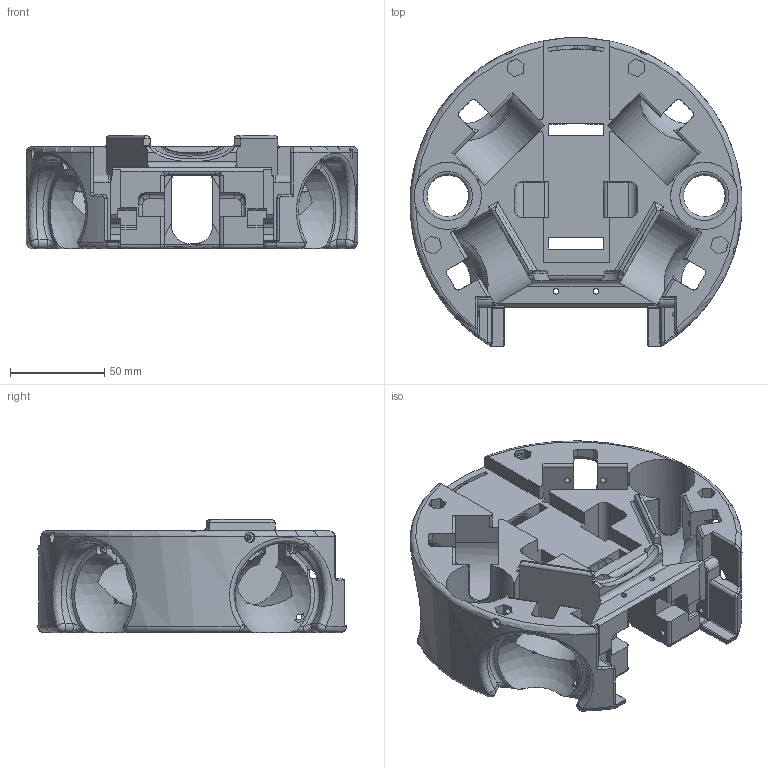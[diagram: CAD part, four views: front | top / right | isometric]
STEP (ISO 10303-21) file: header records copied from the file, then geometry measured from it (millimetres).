
FILE_DESCRIPTION(/* description */ (''),/* implementation_level */ '2;1');
FILE_NAME(/* name */ 'Base_RoboCIn_simplified_ipt_595d84b8.STEP',/* time_stamp */ '2022-08-10T10:04:47-03:00',/* author */ ('victo'),/* organization */ (''),/* preprocessor_version */ 'ST-DEVELOPER v18.1',/* originating_system */ 'Autodesk Inventor 2021',/* authorisation */ '');
FILE_SCHEMA (('AUTOMOTIVE_DESIGN { 1 0 10303 214 3 1 1 }'));
Length unit declared in the file: millimetre
Products named in the file (1): Base_RoboCIn_simplified
Bounding box: 175.88 x 163.62 x 60 mm (x, y, z)
Volume: 485422.7 mm3; surface area: 118116 mm2
Topology: 1 solids, 1 shells, 666 faces, 1851 edges, 1180 vertices
Faces by surface type: plane 269, cylinder 261, bspline 79, torus 43, sphere 14
Full cylindrical faces by diameter (mm): 3 x30, 5.5 x14, 22 x2, 35.7 x2
Entity records: 31142 total; most frequent: CARTESIAN_POINT 14238, ORIENTED_EDGE 3702, DIRECTION 3347, EDGE_CURVE 1851, AXIS2_PLACEMENT_3D 1218, VERTEX_POINT 1182, LINE 911, VECTOR 911
